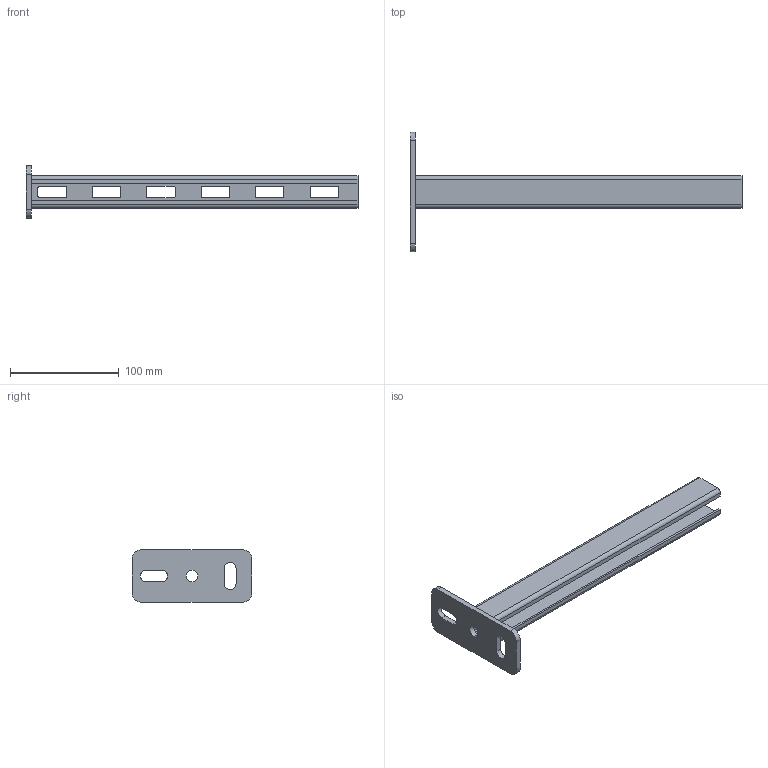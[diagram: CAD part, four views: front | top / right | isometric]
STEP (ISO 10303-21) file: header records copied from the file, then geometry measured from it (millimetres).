
FILE_DESCRIPTION (( 'STEP AP203' ), '1' );
FILE_NAME ('3D_R6432 x300_173482200.STEP', '2024-08-26T08:39:38', ( '' ), ( '' ), 'SwSTEP 2.0', 'SolidWorks 2024', '' );
FILE_SCHEMA (( 'CONFIG_CONTROL_DESIGN' ));
Length unit declared in the file: millimetre
Products named in the file (1): 3D_R6432 x300_173482200
Bounding box: 305 x 110 x 48 mm (x, y, z)
Volume: 75518.9 mm3; surface area: 65988.1 mm2
Topology: 1 solids, 1 shells, 90 faces, 261 edges, 174 vertices
Faces by surface type: plane 47, cylinder 43
Entity records: 3104 total; most frequent: DIRECTION 529, CARTESIAN_POINT 526, ORIENTED_EDGE 522, EDGE_CURVE 261, AXIS2_PLACEMENT_3D 177, LINE 175, VECTOR 175, VERTEX_POINT 174
